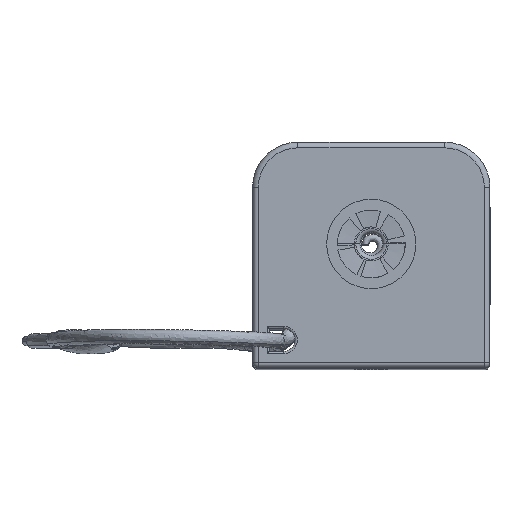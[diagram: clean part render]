
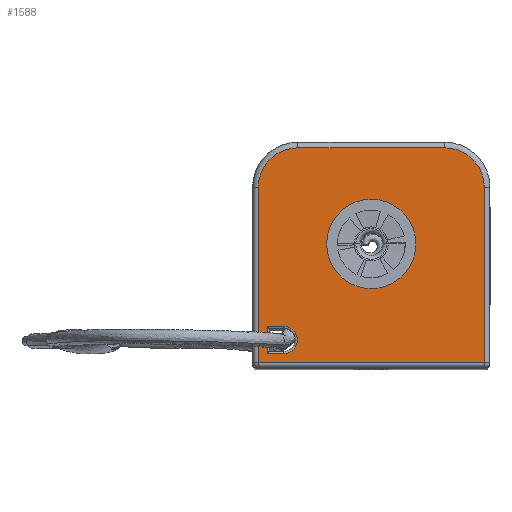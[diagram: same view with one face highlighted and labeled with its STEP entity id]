
A CAD part, top view. The second image highlights one B-rep face of the part: STEP entity #1588.
In plain terms, the highlighted planar face has unit normal (0, 0, 1).
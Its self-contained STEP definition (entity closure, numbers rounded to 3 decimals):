
#261 = CARTESIAN_POINT ( 'NONE',  ( -9.2, -6.3, 38. ) ) ;
#321 = AXIS2_PLACEMENT_3D ( 'NONE', #1869, #12807, #3441 ) ;
#352 = EDGE_CURVE ( 'NONE', #7654, #17147, #18751, .T. ) ;
#726 = DIRECTION ( 'NONE',  ( 1., 0., 0. ) ) ;
#801 = VERTEX_POINT ( 'NONE', #9479 ) ;
#881 = LINE ( 'NONE', #17428, #12375 ) ;
#1041 = EDGE_CURVE ( 'NONE', #17791, #7034, #14101, .T. ) ;
#1364 = DIRECTION ( 'NONE',  ( 1., 0., 0. ) ) ;
#1386 = VERTEX_POINT ( 'NONE', #6029 ) ;
#1503 = EDGE_CURVE ( 'NONE', #7034, #7654, #881, .T. ) ;
#1550 = LINE ( 'NONE', #14181, #17715 ) ;
#1588 = ADVANCED_FACE ( 'NONE', ( #3557, #15560, #7715 ), #1890, .F. ) ;
#1609 = VECTOR ( 'NONE', #16446, 1000. ) ;
#1869 = CARTESIAN_POINT ( 'NONE',  ( -6.5, 6., 38. ) ) ;
#1890 = PLANE ( 'NONE',  #4390 ) ;
#2384 = CIRCLE ( 'NONE', #11938, 3.95 ) ;
#2627 = ORIENTED_EDGE ( 'NONE', *, *, #19486, .T. ) ;
#2675 = VECTOR ( 'NONE', #12808, 1000. ) ;
#2730 = CARTESIAN_POINT ( 'NONE',  ( -10., 6., 38. ) ) ;
#2906 = EDGE_CURVE ( 'NONE', #8039, #801, #1550, .T. ) ;
#2958 = VERTEX_POINT ( 'NONE', #3351 ) ;
#3328 = DIRECTION ( 'NONE',  ( 1., 0., 0. ) ) ;
#3335 = EDGE_LOOP ( 'NONE', ( #18352, #11924, #19819, #3618, #9453, #11077 ) ) ;
#3351 = CARTESIAN_POINT ( 'NONE',  ( 3.95, 1., 38. ) ) ;
#3354 = CARTESIAN_POINT ( 'NONE',  ( -9.2, 6., 38. ) ) ;
#3441 = DIRECTION ( 'NONE',  ( -1., 0., 0. ) ) ;
#3442 = CARTESIAN_POINT ( 'NONE',  ( -6.5, -8.7, 38. ) ) ;
#3557 = FACE_BOUND ( 'NONE', #17853, .T. ) ;
#3618 = ORIENTED_EDGE ( 'NONE', *, *, #1503, .T. ) ;
#3919 = CIRCLE ( 'NONE', #19913, 3.95 ) ;
#4258 = CARTESIAN_POINT ( 'NONE',  ( -7.75, -8.7, 38. ) ) ;
#4285 = EDGE_CURVE ( 'NONE', #801, #17791, #11799, .T. ) ;
#4390 = AXIS2_PLACEMENT_3D ( 'NONE', #17564, #8184, #19116 ) ;
#4754 = CARTESIAN_POINT ( 'NONE',  ( 6.5, 6., 38. ) ) ;
#4813 = VECTOR ( 'NONE', #11609, 1000. ) ;
#5489 = CARTESIAN_POINT ( 'NONE',  ( -10., 6., 38. ) ) ;
#6029 = CARTESIAN_POINT ( 'NONE',  ( -9.2, -8.7, 38. ) ) ;
#6310 = DIRECTION ( 'NONE',  ( -1., 0., 0. ) ) ;
#6499 = VERTEX_POINT ( 'NONE', #4258 ) ;
#7034 = VERTEX_POINT ( 'NONE', #8961 ) ;
#7279 = CARTESIAN_POINT ( 'NONE',  ( -7.75, -7.5, 38. ) ) ;
#7654 = VERTEX_POINT ( 'NONE', #14580 ) ;
#7715 = FACE_OUTER_BOUND ( 'NONE', #3335, .T. ) ;
#8039 = VERTEX_POINT ( 'NONE', #13918 ) ;
#8184 = DIRECTION ( 'NONE',  ( 0., 0., -1. ) ) ;
#8258 = CARTESIAN_POINT ( 'NONE',  ( 0., 1., 38. ) ) ;
#8764 = EDGE_CURVE ( 'NONE', #12474, #6499, #16127, .T. ) ;
#8871 = DIRECTION ( 'NONE',  ( -1., 0., 0. ) ) ;
#8961 = CARTESIAN_POINT ( 'NONE',  ( -10., -9.5, 38. ) ) ;
#9150 = CARTESIAN_POINT ( 'NONE',  ( -3.95, 1., 38. ) ) ;
#9453 = ORIENTED_EDGE ( 'NONE', *, *, #352, .T. ) ;
#9479 = CARTESIAN_POINT ( 'NONE',  ( -6.5, 9.5, 38. ) ) ;
#9821 = DIRECTION ( 'NONE',  ( 1., 0., 0. ) ) ;
#9897 = VECTOR ( 'NONE', #19007, 1000. ) ;
#10379 = EDGE_CURVE ( 'NONE', #2958, #15815, #2384, .T. ) ;
#10745 = DIRECTION ( 'NONE',  ( 0., 0., 1. ) ) ;
#11077 = ORIENTED_EDGE ( 'NONE', *, *, #18427, .T. ) ;
#11323 = ORIENTED_EDGE ( 'NONE', *, *, #10379, .F. ) ;
#11435 = EDGE_LOOP ( 'NONE', ( #11323, #18188 ) ) ;
#11609 = DIRECTION ( 'NONE',  ( 0., 1., 0. ) ) ;
#11652 = CARTESIAN_POINT ( 'NONE',  ( -6.5, -6.3, 38. ) ) ;
#11696 = CARTESIAN_POINT ( 'NONE',  ( -7.75, -6.3, 38. ) ) ;
#11799 = CIRCLE ( 'NONE', #321, 3.5 ) ;
#11924 = ORIENTED_EDGE ( 'NONE', *, *, #4285, .T. ) ;
#11931 = AXIS2_PLACEMENT_3D ( 'NONE', #4754, #15705, #6310 ) ;
#11938 = AXIS2_PLACEMENT_3D ( 'NONE', #20098, #10745, #1364 ) ;
#12375 = VECTOR ( 'NONE', #3328, 1000. ) ;
#12474 = VERTEX_POINT ( 'NONE', #11696 ) ;
#12590 = DIRECTION ( 'NONE',  ( -1., 0., 0. ) ) ;
#12807 = DIRECTION ( 'NONE',  ( 0., 0., 1. ) ) ;
#12808 = DIRECTION ( 'NONE',  ( -1., 0., 0. ) ) ;
#13037 = VECTOR ( 'NONE', #726, 1000. ) ;
#13531 = LINE ( 'NONE', #11652, #13037 ) ;
#13918 = CARTESIAN_POINT ( 'NONE',  ( 6.5, 9.5, 38. ) ) ;
#14101 = LINE ( 'NONE', #5489, #1609 ) ;
#14181 = CARTESIAN_POINT ( 'NONE',  ( -6.5, 9.5, 38. ) ) ;
#14480 = ORIENTED_EDGE ( 'NONE', *, *, #8764, .T. ) ;
#14580 = CARTESIAN_POINT ( 'NONE',  ( 10., -9.5, 38. ) ) ;
#14855 = EDGE_CURVE ( 'NONE', #1386, #16035, #18208, .T. ) ;
#14914 = AXIS2_PLACEMENT_3D ( 'NONE', #7279, #18214, #8871 ) ;
#15183 = LINE ( 'NONE', #3442, #2675 ) ;
#15560 = FACE_BOUND ( 'NONE', #11435, .T. ) ;
#15705 = DIRECTION ( 'NONE',  ( 0., 0., 1. ) ) ;
#15815 = VERTEX_POINT ( 'NONE', #9150 ) ;
#16035 = VERTEX_POINT ( 'NONE', #261 ) ;
#16127 = CIRCLE ( 'NONE', #14914, 1.2 ) ;
#16213 = EDGE_CURVE ( 'NONE', #16035, #12474, #13531, .T. ) ;
#16446 = DIRECTION ( 'NONE',  ( 0., -1., 0. ) ) ;
#16579 = CARTESIAN_POINT ( 'NONE',  ( 10., 6., 38. ) ) ;
#17147 = VERTEX_POINT ( 'NONE', #16579 ) ;
#17256 = ORIENTED_EDGE ( 'NONE', *, *, #16213, .T. ) ;
#17428 = CARTESIAN_POINT ( 'NONE',  ( -6.5, -9.5, 38. ) ) ;
#17564 = CARTESIAN_POINT ( 'NONE',  ( -6.5, 6., 38. ) ) ;
#17715 = VECTOR ( 'NONE', #12590, 1000. ) ;
#17765 = CARTESIAN_POINT ( 'NONE',  ( 10., 6., 38. ) ) ;
#17791 = VERTEX_POINT ( 'NONE', #2730 ) ;
#17853 = EDGE_LOOP ( 'NONE', ( #19481, #17256, #14480, #2627 ) ) ;
#18188 = ORIENTED_EDGE ( 'NONE', *, *, #18901, .F. ) ;
#18208 = LINE ( 'NONE', #3354, #9897 ) ;
#18214 = DIRECTION ( 'NONE',  ( 0., 0., -1. ) ) ;
#18352 = ORIENTED_EDGE ( 'NONE', *, *, #2906, .T. ) ;
#18427 = EDGE_CURVE ( 'NONE', #17147, #8039, #19585, .T. ) ;
#18751 = LINE ( 'NONE', #17765, #4813 ) ;
#18901 = EDGE_CURVE ( 'NONE', #15815, #2958, #3919, .T. ) ;
#19007 = DIRECTION ( 'NONE',  ( 0., 1., 0. ) ) ;
#19116 = DIRECTION ( 'NONE',  ( -1., 0., 0. ) ) ;
#19184 = DIRECTION ( 'NONE',  ( 0., 0., 1. ) ) ;
#19481 = ORIENTED_EDGE ( 'NONE', *, *, #14855, .T. ) ;
#19486 = EDGE_CURVE ( 'NONE', #6499, #1386, #15183, .T. ) ;
#19585 = CIRCLE ( 'NONE', #11931, 3.5 ) ;
#19819 = ORIENTED_EDGE ( 'NONE', *, *, #1041, .T. ) ;
#19913 = AXIS2_PLACEMENT_3D ( 'NONE', #8258, #19184, #9821 ) ;
#20098 = CARTESIAN_POINT ( 'NONE',  ( 0., 1., 38. ) ) ;
